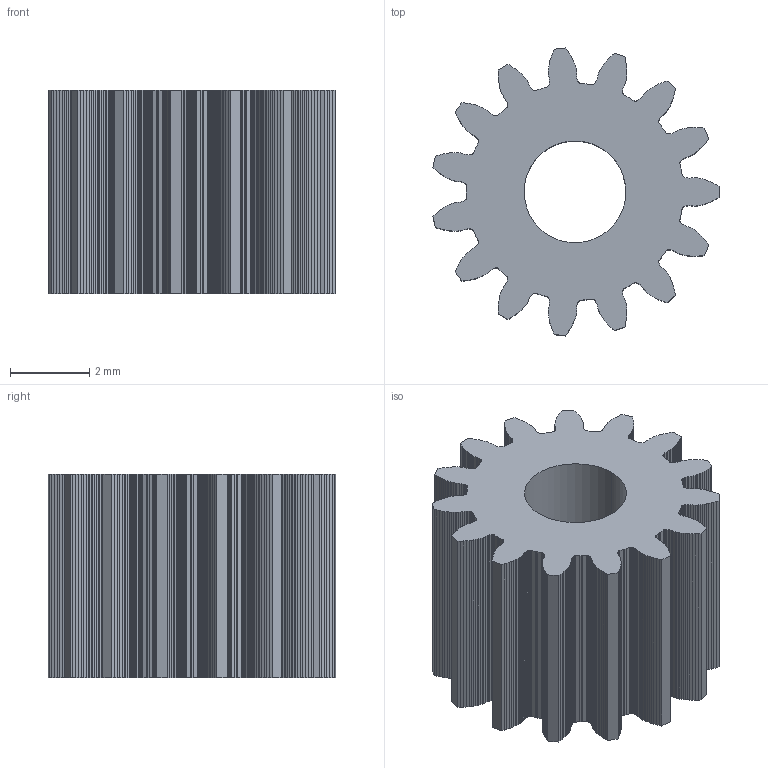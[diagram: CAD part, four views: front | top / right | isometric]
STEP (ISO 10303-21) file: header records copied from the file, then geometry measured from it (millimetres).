
FILE_DESCRIPTION(('FreeCAD Model'),'2;1');
FILE_NAME('Open CASCADE Shape Model','2025-05-09T04:35:18',('FreeCAD'),( 'FreeCAD'),'Open CASCADE STEP processor 7.6','FreeCAD','Unknown');
FILE_SCHEMA(('AUTOMOTIVE_DESIGN { 1 0 10303 214 1 1 1 1 }'));
Length unit declared in the file: millimetre
Products named in the file (1): Open CASCADE STEP translator 7.6 1
Bounding box: 7.21 x 7.25 x 5.13 mm (x, y, z)
Volume: 136.3 mm3; surface area: 292.9 mm2
Topology: 1 solids, 1 shells, 799 faces, 2391 edges, 1594 vertices
Faces by surface type: bspline 799
Entity records: 23981 total; most frequent: CARTESIAN_POINT 9657, ORIENTED_EDGE 4782, EDGE_CURVE 2391, B_SPLINE_CURVE_WITH_KNOTS 2357, VERTEX_POINT 1594, FACE_BOUND 801, EDGE_LOOP 801, ADVANCED_FACE 799
